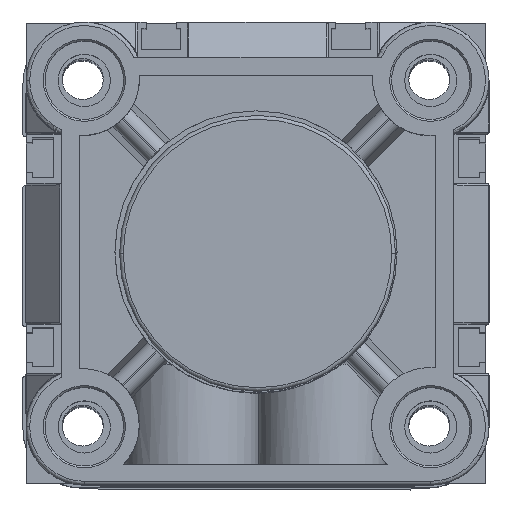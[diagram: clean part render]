
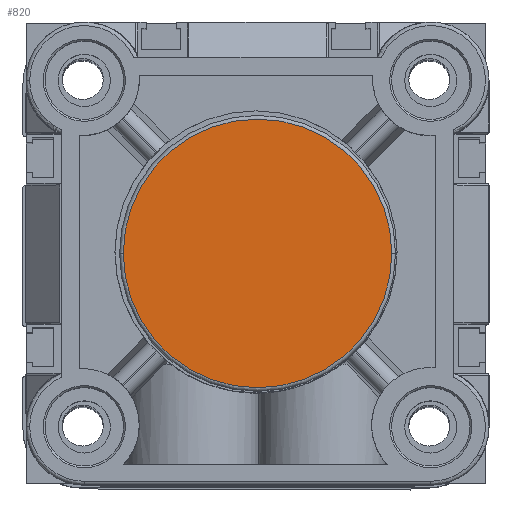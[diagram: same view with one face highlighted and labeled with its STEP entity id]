
A CAD part, top view. The second image highlights one B-rep face of the part: STEP entity #820.
In plain terms, the highlighted face is planar.
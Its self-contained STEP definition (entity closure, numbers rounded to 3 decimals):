
#820 = ADVANCED_FACE ( 'NONE', ( #3293 ), #9736, .F. ) ;
#991 = AXIS2_PLACEMENT_3D ( 'NONE', #6914, #25096, #9517 ) ;
#1685 = DIRECTION ( 'NONE',  ( 0., 0., -1. ) ) ;
#3293 = FACE_OUTER_BOUND ( 'NONE', #29268, .T. ) ;
#3941 = ORIENTED_EDGE ( 'NONE', *, *, #9992, .T. ) ;
#6914 = CARTESIAN_POINT ( 'NONE',  ( 32., 32., -3.95 ) ) ;
#7240 = DIRECTION ( 'NONE',  ( 0., 0., 1. ) ) ;
#8144 = ORIENTED_EDGE ( 'NONE', *, *, #16420, .T. ) ;
#9517 = DIRECTION ( 'NONE',  ( 1., 0., 0. ) ) ;
#9736 = PLANE ( 'NONE',  #24118 ) ;
#9931 = CIRCLE ( 'NONE', #991, 21.9 ) ;
#9992 = EDGE_CURVE ( 'NONE', #19220, #28040, #9931, .T. ) ;
#14029 = CARTESIAN_POINT ( 'NONE',  ( 0., 0., -3.95 ) ) ;
#16342 = CARTESIAN_POINT ( 'NONE',  ( 10.1, 32., -3.95 ) ) ;
#16420 = EDGE_CURVE ( 'NONE', #28040, #19220, #32492, .T. ) ;
#17307 = CARTESIAN_POINT ( 'NONE',  ( 32., 32., -3.95 ) ) ;
#19220 = VERTEX_POINT ( 'NONE', #26264 ) ;
#19922 = DIRECTION ( 'NONE',  ( 1., 0., 0. ) ) ;
#24118 = AXIS2_PLACEMENT_3D ( 'NONE', #14029, #7240, #30988 ) ;
#25096 = DIRECTION ( 'NONE',  ( 0., 0., -1. ) ) ;
#25151 = AXIS2_PLACEMENT_3D ( 'NONE', #17307, #1685, #19922 ) ;
#26264 = CARTESIAN_POINT ( 'NONE',  ( 53.9, 32., -3.95 ) ) ;
#28040 = VERTEX_POINT ( 'NONE', #16342 ) ;
#29268 = EDGE_LOOP ( 'NONE', ( #3941, #8144 ) ) ;
#30988 = DIRECTION ( 'NONE',  ( 1., 0., 0. ) ) ;
#32492 = CIRCLE ( 'NONE', #25151, 21.9 ) ;
